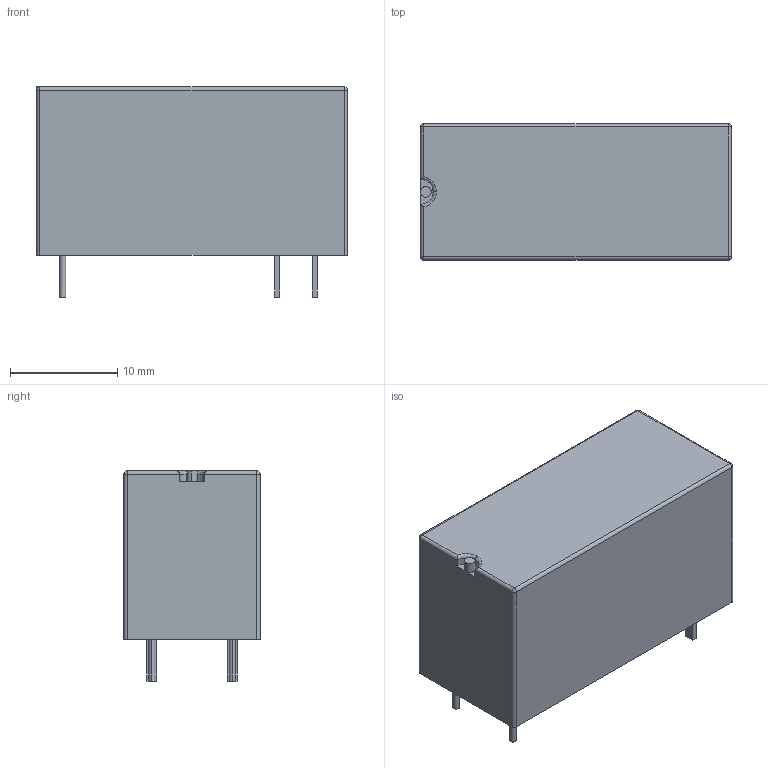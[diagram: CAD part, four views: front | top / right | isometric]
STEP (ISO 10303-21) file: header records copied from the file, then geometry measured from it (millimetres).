
FILE_DESCRIPTION (( 'STEP AP214' ), '1' );
FILE_NAME ('RM87N-1Z.STEP', '2015-01-21T09:17:33', ( '' ), ( '' ), 'SwSTEP 2.0', 'SolidWorks 2012', '' );
FILE_SCHEMA (( 'AUTOMOTIVE_DESIGN' ));
Length unit declared in the file: millimetre
Products named in the file (1): RM87N-1Z
Bounding box: 29 x 12.7 x 19.6 mm (x, y, z)
Volume: 5783.8 mm3; surface area: 2067.9 mm2
Topology: 1 solids, 1 shells, 43 faces, 98 edges, 57 vertices
Faces by surface type: plane 20, cylinder 17, sphere 4, torus 2
Entity records: 1211 total; most frequent: DIRECTION 215, CARTESIAN_POINT 209, ORIENTED_EDGE 188, EDGE_CURVE 94, AXIS2_PLACEMENT_3D 79, LINE 57, VECTOR 57, VERTEX_POINT 57
